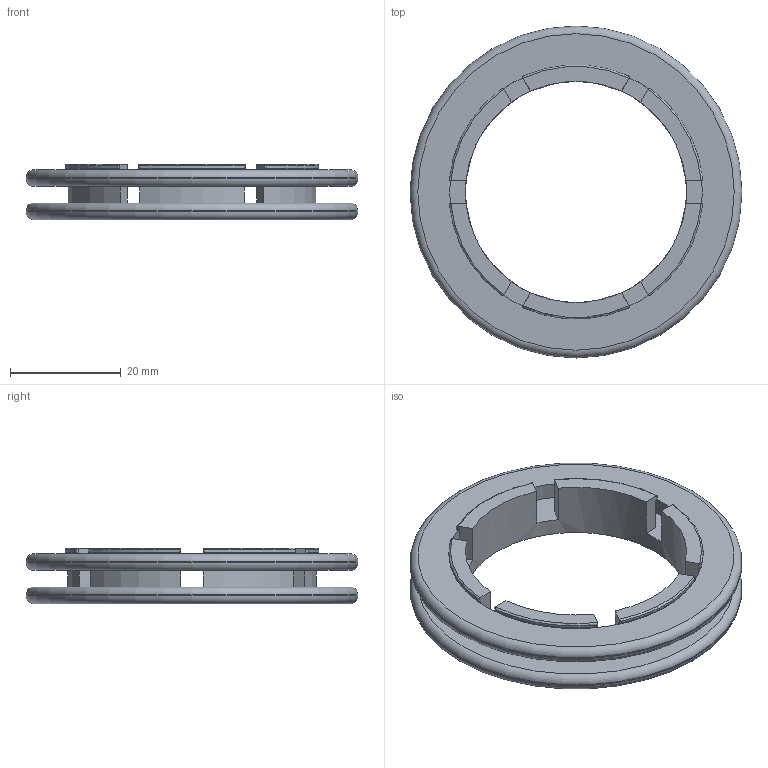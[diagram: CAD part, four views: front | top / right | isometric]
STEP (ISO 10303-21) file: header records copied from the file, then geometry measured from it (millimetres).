
FILE_DESCRIPTION(/* description */ (''),/* implementation_level */ '2;1');
FILE_NAME(/* name */ 'Curtain Eyelet.step',/* time_stamp */ '2021-05-29T00:08:31+02:00',/* author */ (''),/* organization */ (''),/* preprocessor_version */ 'ST-DEVELOPER v18.1',/* originating_system */ 'Autodesk Translation Framework v10.6.0.1341',/* authorisation */ '');
FILE_SCHEMA (('AUTOMOTIVE_DESIGN { 1 0 10303 214 3 1 1 }'));
Length unit declared in the file: millimetre
Products named in the file (1): Curtain Rings
Bounding box: 60 x 60 x 10 mm (x, y, z)
Volume: 9930.5 mm3; surface area: 8836.4 mm2
Topology: 2 solids, 2 shells, 72 faces, 200 edges, 132 vertices
Faces by surface type: cylinder 28, plane 28, torus 16
Full cylindrical faces by diameter (mm): 40 x1, 45.7 x1, 60 x2
Entity records: 2644 total; most frequent: CARTESIAN_POINT 717, DIRECTION 410, ORIENTED_EDGE 400, EDGE_CURVE 200, AXIS2_PLACEMENT_3D 161, VERTEX_POINT 132, LINE 88, VECTOR 88
